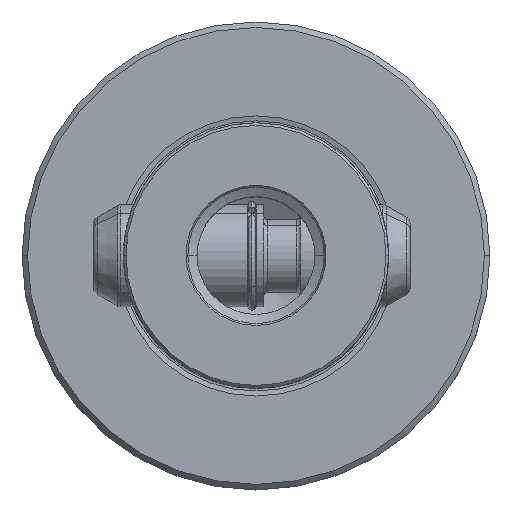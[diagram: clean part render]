
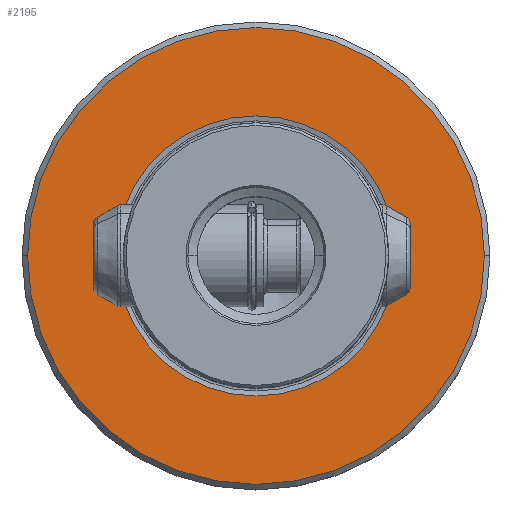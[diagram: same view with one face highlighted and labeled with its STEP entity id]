
A CAD part, top view. The second image highlights one B-rep face of the part: STEP entity #2195.
In plain terms, the highlighted planar face has unit normal (0, 0, 1).
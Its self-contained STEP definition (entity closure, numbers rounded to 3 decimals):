
#2195=ADVANCED_FACE('NONE',(#6229,#6230),#6231,.T.);
#2507=EDGE_CURVE('NONE',#5199,#5761,#6582,.F.);
#3183=VERTEX_POINT('NONE',#7336);
#3289=EDGE_CURVE('NONE',#5761,#5199,#7455,.T.);
#3993=VERTEX_POINT('NONE',#8231);
#4765=EDGE_CURVE('NONE',#3183,#3993,#9084,.T.);
#5029=EDGE_CURVE('NONE',#3993,#3183,#9376,.T.);
#5199=VERTEX_POINT('NONE',#9562);
#5761=VERTEX_POINT('NONE',#10178);
#6229=FACE_OUTER_BOUND('',#14172,.T.);
#6230=FACE_BOUND('',#14173,.T.);
#6231=PLANE('',#14174);
#6582=CIRCLE('',#16194,19.012);
#7336=CARTESIAN_POINT('',(31.0,0.,0.0));
#7455=CIRCLE('',#39989,19.012);
#8231=CARTESIAN_POINT('',(-31.0,0.,0.0));
#9084=CIRCLE('',#59643,31.0);
#9376=CIRCLE('',#64414,31.0);
#9562=CARTESIAN_POINT('',(-19.012,0.,0.0));
#10178=CARTESIAN_POINT('',(19.012,0.,0.0));
#14172=EDGE_LOOP('',(#71710,#71711));
#14173=EDGE_LOOP('',(#71712,#71713));
#14174=AXIS2_PLACEMENT_3D('',#71714,#71715,#71716);
#16194=AXIS2_PLACEMENT_3D('',#72154,#72155,#72156);
#39989=AXIS2_PLACEMENT_3D('',#73133,#73134,#73135);
#59643=AXIS2_PLACEMENT_3D('',#74918,#74919,#74920);
#64414=AXIS2_PLACEMENT_3D('',#75297,#75298,#75299);
#71710=ORIENTED_EDGE('',*,*,#5029,.F.);
#71711=ORIENTED_EDGE('',*,*,#4765,.F.);
#71712=ORIENTED_EDGE('',*,*,#3289,.F.);
#71713=ORIENTED_EDGE('',*,*,#2507,.F.);
#71714=CARTESIAN_POINT('',(-18.0,0.0,0.0));
#71715=DIRECTION('',(-0.0,0.0,1.0));
#71716=DIRECTION('',(0.0,1.0,0.0));
#72154=CARTESIAN_POINT('',(0.0,0.0,0.0));
#72155=DIRECTION('',(0.0,0.0,-1.0));
#72156=DIRECTION('',(1.0,0.,0.0));
#73133=CARTESIAN_POINT('',(0.0,0.0,0.0));
#73134=DIRECTION('',(-0.0,0.0,1.0));
#73135=DIRECTION('',(1.0,0.,0.0));
#74918=CARTESIAN_POINT('',(0.0,0.0,0.0));
#74919=DIRECTION('',(0.0,0.0,-1.0));
#74920=DIRECTION('',(-1.0,0.,0.0));
#75297=CARTESIAN_POINT('',(0.0,0.0,0.0));
#75298=DIRECTION('',(0.0,0.0,-1.0));
#75299=DIRECTION('',(-1.0,0.,0.0));
